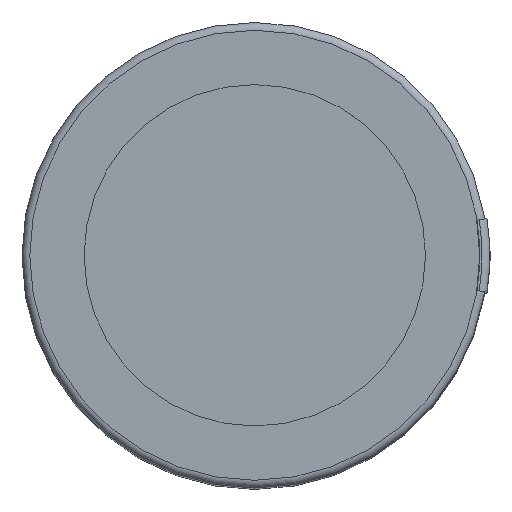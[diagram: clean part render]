
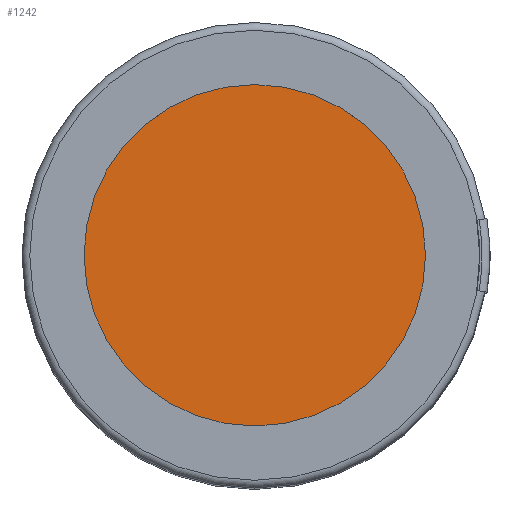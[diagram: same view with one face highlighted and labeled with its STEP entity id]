
A CAD part, top view. The second image highlights one B-rep face of the part: STEP entity #1242.
In plain terms, the highlighted planar face has unit normal (0, 0, 1).
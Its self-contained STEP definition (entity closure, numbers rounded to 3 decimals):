
#46=PLANE('',#1360);
#94=FACE_OUTER_BOUND('',#183,.T.);
#183=EDGE_LOOP('',(#843));
#451=CIRCLE('',#1359,1.467);
#542=VERTEX_POINT('',#1998);
#661=EDGE_CURVE('',#542,#542,#451,.T.);
#843=ORIENTED_EDGE('',*,*,#661,.F.);
#1242=ADVANCED_FACE('',(#94),#46,.T.);
#1359=AXIS2_PLACEMENT_3D('',#2000,#1547,#1548);
#1360=AXIS2_PLACEMENT_3D('',#2001,#1549,#1550);
#1547=DIRECTION('center_axis',(0.,0.,-1.));
#1548=DIRECTION('ref_axis',(1.,0.,0.));
#1549=DIRECTION('center_axis',(0.,0.,1.));
#1550=DIRECTION('ref_axis',(1.,0.,0.));
#1998=CARTESIAN_POINT('',(-1.467,0.,6.9));
#2000=CARTESIAN_POINT('Origin',(0.,0.,6.9));
#2001=CARTESIAN_POINT('Origin',(0.,0.,6.9));
